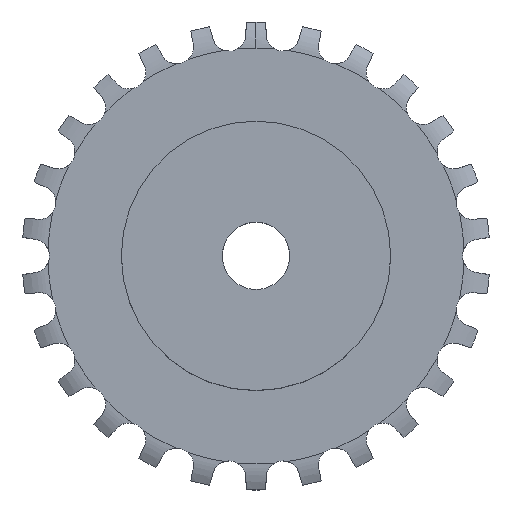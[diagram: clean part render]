
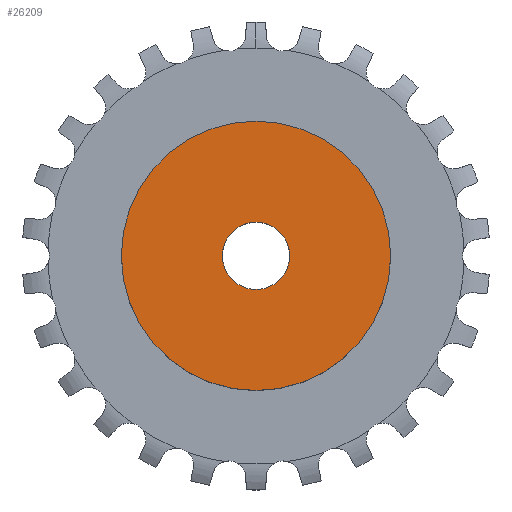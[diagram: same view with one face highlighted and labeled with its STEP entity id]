
A CAD part, top view. The second image highlights one B-rep face of the part: STEP entity #26209.
In plain terms, the highlighted planar face has unit normal (0, 0, 1).
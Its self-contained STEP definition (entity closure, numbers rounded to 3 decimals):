
#7670 = CYLINDRICAL_SURFACE('',#7671,20.);
#7671 = AXIS2_PLACEMENT_3D('',#7672,#7673,#7674);
#7672 = CARTESIAN_POINT('',(0.,0.,0.));
#7673 = DIRECTION('',(-0.,-0.,-1.));
#7674 = DIRECTION('',(1.,0.,0.));
#21438 = CYLINDRICAL_SURFACE('',#21439,5.);
#21439 = AXIS2_PLACEMENT_3D('',#21440,#21441,#21442);
#21440 = CARTESIAN_POINT('',(0.,0.,100.555));
#21441 = DIRECTION('',(0.,0.,1.));
#21442 = DIRECTION('',(1.,0.,-0.));
#24522 = VERTEX_POINT('',#24523);
#24523 = CARTESIAN_POINT('',(20.,0.,16.));
#24544 = EDGE_CURVE('',#24522,#24522,#24545,.T.);
#24545 = SURFACE_CURVE('',#24546,(#24551,#24558),.PCURVE_S1.);
#24546 = CIRCLE('',#24547,20.);
#24547 = AXIS2_PLACEMENT_3D('',#24548,#24549,#24550);
#24548 = CARTESIAN_POINT('',(0.,0.,16.));
#24549 = DIRECTION('',(0.,0.,1.));
#24550 = DIRECTION('',(1.,0.,0.));
#24551 = PCURVE('',#7670,#24552);
#24552 = DEFINITIONAL_REPRESENTATION('',(#24553),#24557);
#24553 = LINE('',#24554,#24555);
#24554 = CARTESIAN_POINT('',(-0.,-16.));
#24555 = VECTOR('',#24556,1.);
#24556 = DIRECTION('',(-1.,0.));
#24557 = ( GEOMETRIC_REPRESENTATION_CONTEXT(2) 
PARAMETRIC_REPRESENTATION_CONTEXT() REPRESENTATION_CONTEXT('2D SPACE',''
  ) );
#24558 = PCURVE('',#24559,#24564);
#24559 = PLANE('',#24560);
#24560 = AXIS2_PLACEMENT_3D('',#24561,#24562,#24563);
#24561 = CARTESIAN_POINT('',(0.,0.,16.));
#24562 = DIRECTION('',(-0.,0.,1.));
#24563 = DIRECTION('',(0.,-1.,0.));
#24564 = DEFINITIONAL_REPRESENTATION('',(#24565),#24569);
#24565 = CIRCLE('',#24566,20.);
#24566 = AXIS2_PLACEMENT_2D('',#24567,#24568);
#24567 = CARTESIAN_POINT('',(0.,0.));
#24568 = DIRECTION('',(0.,1.));
#24569 = ( GEOMETRIC_REPRESENTATION_CONTEXT(2) 
PARAMETRIC_REPRESENTATION_CONTEXT() REPRESENTATION_CONTEXT('2D SPACE',''
  ) );
#26163 = EDGE_CURVE('',#26164,#26164,#26166,.T.);
#26164 = VERTEX_POINT('',#26165);
#26165 = CARTESIAN_POINT('',(5.,0.,16.));
#26166 = SURFACE_CURVE('',#26167,(#26172,#26179),.PCURVE_S1.);
#26167 = CIRCLE('',#26168,5.);
#26168 = AXIS2_PLACEMENT_3D('',#26169,#26170,#26171);
#26169 = CARTESIAN_POINT('',(0.,0.,16.));
#26170 = DIRECTION('',(0.,0.,1.));
#26171 = DIRECTION('',(1.,0.,-0.));
#26172 = PCURVE('',#21438,#26173);
#26173 = DEFINITIONAL_REPRESENTATION('',(#26174),#26178);
#26174 = LINE('',#26175,#26176);
#26175 = CARTESIAN_POINT('',(0.,-84.555));
#26176 = VECTOR('',#26177,1.);
#26177 = DIRECTION('',(1.,0.));
#26178 = ( GEOMETRIC_REPRESENTATION_CONTEXT(2) 
PARAMETRIC_REPRESENTATION_CONTEXT() REPRESENTATION_CONTEXT('2D SPACE',''
  ) );
#26179 = PCURVE('',#24559,#26180);
#26180 = DEFINITIONAL_REPRESENTATION('',(#26181),#26185);
#26181 = CIRCLE('',#26182,5.);
#26182 = AXIS2_PLACEMENT_2D('',#26183,#26184);
#26183 = CARTESIAN_POINT('',(0.,0.));
#26184 = DIRECTION('',(0.,1.));
#26185 = ( GEOMETRIC_REPRESENTATION_CONTEXT(2) 
PARAMETRIC_REPRESENTATION_CONTEXT() REPRESENTATION_CONTEXT('2D SPACE',''
  ) );
#26209 = ADVANCED_FACE('',(#26210,#26213),#24559,.T.);
#26210 = FACE_BOUND('',#26211,.T.);
#26211 = EDGE_LOOP('',(#26212));
#26212 = ORIENTED_EDGE('',*,*,#24544,.T.);
#26213 = FACE_BOUND('',#26214,.T.);
#26214 = EDGE_LOOP('',(#26215));
#26215 = ORIENTED_EDGE('',*,*,#26163,.F.);
